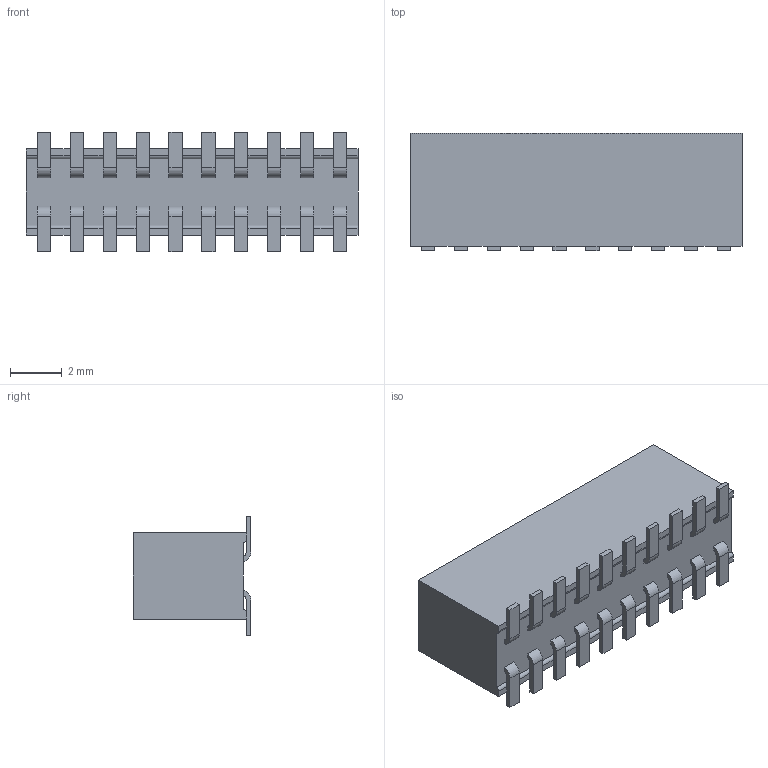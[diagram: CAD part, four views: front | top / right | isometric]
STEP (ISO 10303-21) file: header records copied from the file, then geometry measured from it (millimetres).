
FILE_DESCRIPTION (( 'STEP AP214' ), '1' );
FILE_NAME ('Samtec-FLE-110-01-G-DV.step', '2012-02-09T11:27:27', ( 'SysAdmin' ), ( 'SolidWorks' ), 'SwSTEP 2.0', 'SolidWorks 2012', '' );
FILE_SCHEMA (( 'AUTOMOTIVE_DESIGN' ));
Length unit declared in the file: inch
Products named in the file (1): Samtec-FLE-110-01-G-DV
Bounding box: 12.81 x 4.55 x 4.6 mm (x, y, z)
Volume: 180.9 mm3; surface area: 298.9 mm2
Topology: 1 solids, 1 shells, 370 faces, 944 edges, 576 vertices
Faces by surface type: plane 328, cylinder 42
Entity records: 13662 total; most frequent: CARTESIAN_POINT 1891, ORIENTED_EDGE 1888, DIRECTION 1770, EDGE_CURVE 944, VECTOR 860, LINE 860, VERTEX_POINT 576, AXIS2_PLACEMENT_3D 455
